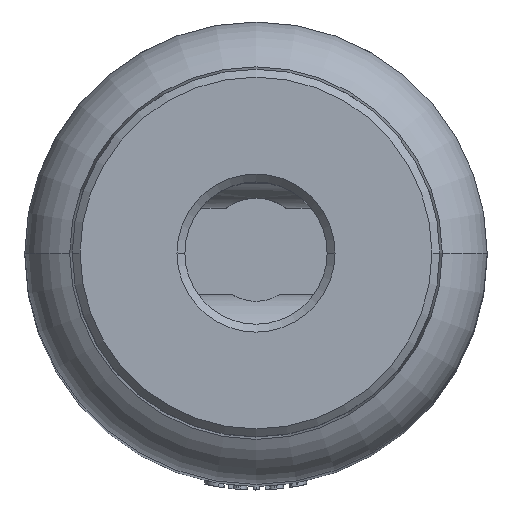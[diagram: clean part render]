
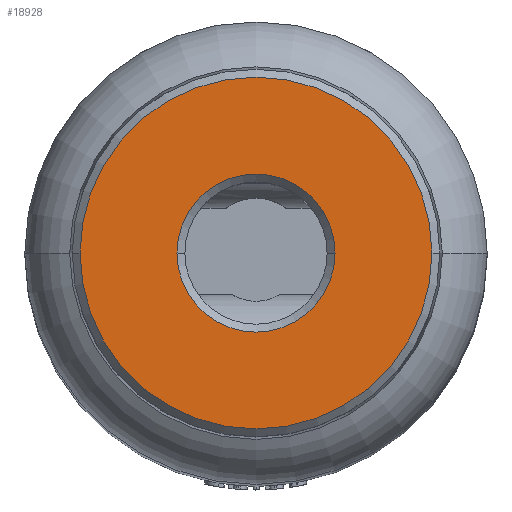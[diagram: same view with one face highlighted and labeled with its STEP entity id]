
A CAD part, top view. The second image highlights one B-rep face of the part: STEP entity #18928.
In plain terms, the highlighted face is planar.
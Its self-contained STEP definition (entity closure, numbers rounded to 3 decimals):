
#207 = CARTESIAN_POINT ( 'NONE',  ( 0., 0., 2. ) ) ;
#265 = EDGE_CURVE ( 'NONE', #9088, #6371, #795, .T. ) ;
#795 = CIRCLE ( 'NONE', #6535, 2. ) ;
#1430 = EDGE_CURVE ( 'NONE', #6371, #9088, #14363, .T. ) ;
#1764 = CARTESIAN_POINT ( 'NONE',  ( 0., 0., -4.45 ) ) ;
#2231 = ORIENTED_EDGE ( 'NONE', *, *, #20571, .T. ) ;
#3009 = FACE_OUTER_BOUND ( 'NONE', #6164, .T. ) ;
#3102 = DIRECTION ( 'NONE',  ( 0., 0., -1. ) ) ;
#3350 = EDGE_CURVE ( 'NONE', #13083, #4335, #20375, .T. ) ;
#3485 = AXIS2_PLACEMENT_3D ( 'NONE', #8236, #8485, #4243 ) ;
#4243 = DIRECTION ( 'NONE',  ( 0., 0., -1. ) ) ;
#4335 = VERTEX_POINT ( 'NONE', #1764 ) ;
#5063 = CARTESIAN_POINT ( 'NONE',  ( 0., 4.65, 0. ) ) ;
#5224 = EDGE_LOOP ( 'NONE', ( #17552, #20637 ) ) ;
#6164 = EDGE_LOOP ( 'NONE', ( #19472, #2231 ) ) ;
#6371 = VERTEX_POINT ( 'NONE', #9526 ) ;
#6535 = AXIS2_PLACEMENT_3D ( 'NONE', #19465, #17555, #7567 ) ;
#7102 = PLANE ( 'NONE',  #15117 ) ;
#7394 = AXIS2_PLACEMENT_3D ( 'NONE', #7857, #8252, #11974 ) ;
#7567 = DIRECTION ( 'NONE',  ( 0., 0., -1. ) ) ;
#7857 = CARTESIAN_POINT ( 'NONE',  ( 0., 0., 0. ) ) ;
#8236 = CARTESIAN_POINT ( 'NONE',  ( 0., 0., 0. ) ) ;
#8252 = DIRECTION ( 'NONE',  ( -1., 0., 0. ) ) ;
#8485 = DIRECTION ( 'NONE',  ( 1., 0., 0. ) ) ;
#9088 = VERTEX_POINT ( 'NONE', #207 ) ;
#9526 = CARTESIAN_POINT ( 'NONE',  ( 0., 0., -2. ) ) ;
#11287 = CIRCLE ( 'NONE', #3485, 4.45 ) ;
#11974 = DIRECTION ( 'NONE',  ( 0., 0., -1. ) ) ;
#13083 = VERTEX_POINT ( 'NONE', #21967 ) ;
#13276 = FACE_BOUND ( 'NONE', #5224, .T. ) ;
#14363 = CIRCLE ( 'NONE', #7394, 2. ) ;
#15051 = CARTESIAN_POINT ( 'NONE',  ( 0., 0., 0. ) ) ;
#15117 = AXIS2_PLACEMENT_3D ( 'NONE', #5063, #18634, #21068 ) ;
#15905 = AXIS2_PLACEMENT_3D ( 'NONE', #15051, #24505, #3102 ) ;
#17552 = ORIENTED_EDGE ( 'NONE', *, *, #1430, .T. ) ;
#17555 = DIRECTION ( 'NONE',  ( -1., 0., 0. ) ) ;
#18634 = DIRECTION ( 'NONE',  ( 1., 0., 0. ) ) ;
#18928 = ADVANCED_FACE ( 'NONE', ( #13276, #3009 ), #7102, .T. ) ;
#19465 = CARTESIAN_POINT ( 'NONE',  ( 0., 0., 0. ) ) ;
#19472 = ORIENTED_EDGE ( 'NONE', *, *, #3350, .T. ) ;
#20375 = CIRCLE ( 'NONE', #15905, 4.45 ) ;
#20571 = EDGE_CURVE ( 'NONE', #4335, #13083, #11287, .T. ) ;
#20637 = ORIENTED_EDGE ( 'NONE', *, *, #265, .T. ) ;
#21068 = DIRECTION ( 'NONE',  ( 0., 1., 0. ) ) ;
#21967 = CARTESIAN_POINT ( 'NONE',  ( 0., 0., 4.45 ) ) ;
#24505 = DIRECTION ( 'NONE',  ( 1., 0., 0. ) ) ;
